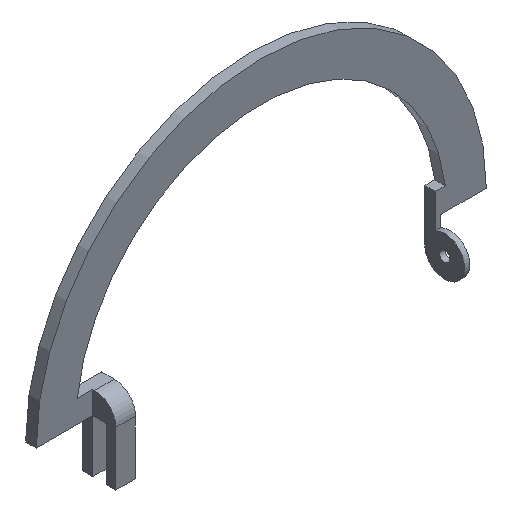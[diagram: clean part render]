
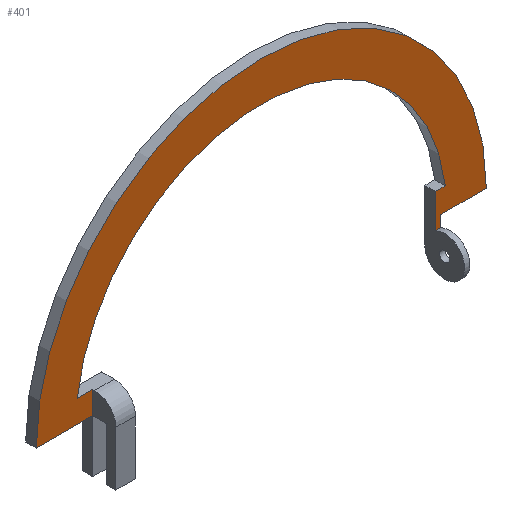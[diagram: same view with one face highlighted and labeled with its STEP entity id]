
A CAD part, isometric view. The second image highlights one B-rep face of the part: STEP entity #401.
In plain terms, the highlighted planar face has unit normal (0, -1, 0).
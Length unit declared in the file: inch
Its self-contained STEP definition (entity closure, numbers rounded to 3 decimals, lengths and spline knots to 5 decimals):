
#20=PLANE('',#439);
#38=FACE_OUTER_BOUND('',#60,.T.);
#60=EDGE_LOOP('',(#299,#300,#301,#302,#303,#304,#305,#306,#307,#308));
#83=LINE('',#592,#130);
#91=LINE('',#607,#138);
#95=LINE('',#618,#142);
#96=LINE('',#620,#143);
#97=LINE('',#622,#144);
#98=LINE('',#624,#145);
#99=LINE('',#626,#146);
#100=LINE('',#629,#147);
#130=VECTOR('',#478,0.3937);
#138=VECTOR('',#488,0.3937);
#142=VECTOR('',#498,0.3937);
#143=VECTOR('',#499,0.3937);
#144=VECTOR('',#500,0.3937);
#145=VECTOR('',#501,0.3937);
#146=VECTOR('',#502,0.3937);
#147=VECTOR('',#505,0.3937);
#176=CIRCLE('',#440,3.5);
#177=CIRCLE('',#441,4.25);
#188=VERTEX_POINT('',#589);
#189=VERTEX_POINT('',#591);
#195=VERTEX_POINT('',#605);
#198=VERTEX_POINT('',#615);
#199=VERTEX_POINT('',#617);
#200=VERTEX_POINT('',#619);
#201=VERTEX_POINT('',#621);
#202=VERTEX_POINT('',#623);
#203=VERTEX_POINT('',#625);
#204=VERTEX_POINT('',#627);
#226=EDGE_CURVE('',#189,#188,#83,.T.);
#234=EDGE_CURVE('',#188,#195,#91,.T.);
#238=EDGE_CURVE('',#195,#198,#176,.T.);
#239=EDGE_CURVE('',#199,#198,#95,.T.);
#240=EDGE_CURVE('',#199,#200,#96,.T.);
#241=EDGE_CURVE('',#201,#200,#97,.T.);
#242=EDGE_CURVE('',#202,#201,#98,.T.);
#243=EDGE_CURVE('',#202,#203,#99,.T.);
#244=EDGE_CURVE('',#204,#203,#177,.T.);
#245=EDGE_CURVE('',#189,#204,#100,.T.);
#299=ORIENTED_EDGE('',*,*,#226,.T.);
#300=ORIENTED_EDGE('',*,*,#234,.T.);
#301=ORIENTED_EDGE('',*,*,#238,.T.);
#302=ORIENTED_EDGE('',*,*,#239,.F.);
#303=ORIENTED_EDGE('',*,*,#240,.T.);
#304=ORIENTED_EDGE('',*,*,#241,.F.);
#305=ORIENTED_EDGE('',*,*,#242,.F.);
#306=ORIENTED_EDGE('',*,*,#243,.T.);
#307=ORIENTED_EDGE('',*,*,#244,.F.);
#308=ORIENTED_EDGE('',*,*,#245,.F.);
#401=ADVANCED_FACE('',(#38),#20,.F.);
#439=AXIS2_PLACEMENT_3D('',#614,#494,#495);
#440=AXIS2_PLACEMENT_3D('',#616,#496,#497);
#441=AXIS2_PLACEMENT_3D('',#628,#503,#504);
#478=DIRECTION('',(0.,0.,1.));
#488=DIRECTION('',(-1.,0.,0.));
#494=DIRECTION('center_axis',(0.,1.,0.));
#495=DIRECTION('ref_axis',(1.,0.,0.));
#496=DIRECTION('center_axis',(0.,1.,0.));
#497=DIRECTION('ref_axis',(-1.,0.,0.));
#498=DIRECTION('',(1.,0.,0.));
#499=DIRECTION('',(0.,0.,-1.));
#500=DIRECTION('',(-1.,0.,0.));
#501=DIRECTION('',(0.,0.,-1.));
#502=DIRECTION('',(1.,0.,0.));
#503=DIRECTION('center_axis',(0.,1.,0.));
#504=DIRECTION('ref_axis',(-1.,0.,0.));
#505=DIRECTION('',(-1.,0.,0.));
#589=CARTESIAN_POINT('',(0.24184,0.16113,3.47533));
#591=CARTESIAN_POINT('',(0.24184,0.16113,3.04836));
#592=CARTESIAN_POINT('',(0.24184,0.16113,4.11086));
#605=CARTESIAN_POINT('',(-0.04866,0.16113,3.47533));
#607=CARTESIAN_POINT('',(0.21245,0.16113,3.47533));
#614=CARTESIAN_POINT('Origin',(3.4252,0.16113,5.17336));
#615=CARTESIAN_POINT('',(6.89906,0.16113,3.47533));
#616=CARTESIAN_POINT('Origin',(3.4252,0.16113,3.04836));
#617=CARTESIAN_POINT('',(6.71289,0.16113,3.47533));
#618=CARTESIAN_POINT('',(6.71289,0.16113,3.47533));
#619=CARTESIAN_POINT('',(6.71289,0.16113,2.83298));
#620=CARTESIAN_POINT('',(6.71289,0.16113,3.04836));
#621=CARTESIAN_POINT('',(6.81289,0.16113,2.83298));
#622=CARTESIAN_POINT('',(6.81289,0.16113,2.83298));
#623=CARTESIAN_POINT('',(6.81289,0.16113,3.04836));
#624=CARTESIAN_POINT('',(6.81289,0.16113,3.04836));
#625=CARTESIAN_POINT('',(7.6752,0.16113,3.04836));
#626=CARTESIAN_POINT('',(6.9252,0.16113,3.04836));
#627=CARTESIAN_POINT('',(-0.8248,0.16113,3.04836));
#628=CARTESIAN_POINT('Origin',(3.4252,0.16113,3.04836));
#629=CARTESIAN_POINT('',(-0.0748,0.16113,3.04836));
